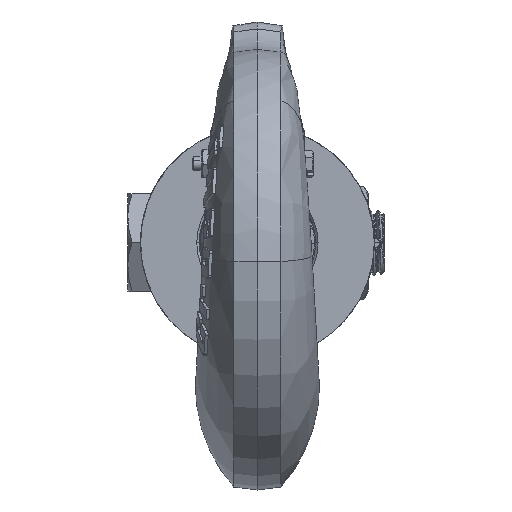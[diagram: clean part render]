
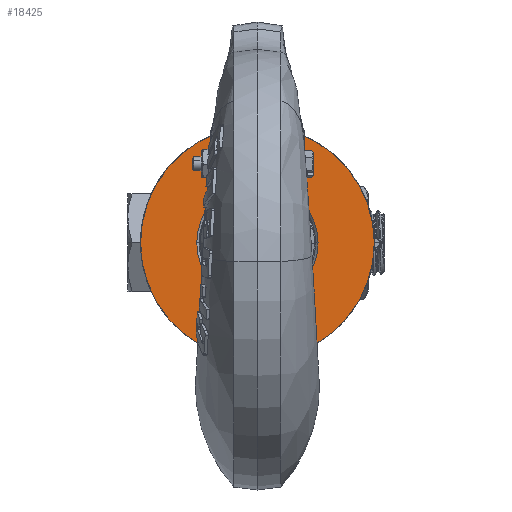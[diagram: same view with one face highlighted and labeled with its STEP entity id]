
A CAD part, front view. The second image highlights one B-rep face of the part: STEP entity #18425.
In plain terms, the highlighted planar face has unit normal (0, -1, 0).
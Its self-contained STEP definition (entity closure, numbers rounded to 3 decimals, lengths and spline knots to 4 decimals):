
#318=CARTESIAN_POINT('',(0.,-5.695,0.));
#319=DIRECTION('',(0.,1.,0.));
#320=DIRECTION('',(-1.,0.,0.));
#321=AXIS2_PLACEMENT_3D('',#318,#319,#320);
#336=CARTESIAN_POINT('',(0.,-5.695,0.));
#337=DIRECTION('',(0.,-1.,0.));
#338=DIRECTION('',(-1.,0.,0.));
#339=AXIS2_PLACEMENT_3D('',#336,#337,#338);
#349=CARTESIAN_POINT('',(0.,-5.695,0.));
#350=DIRECTION('',(0.,1.,0.));
#351=DIRECTION('',(-1.,0.,0.));
#352=AXIS2_PLACEMENT_3D('',#349,#350,#351);
#6081=CARTESIAN_POINT('',(0.,-5.695,0.));
#6082=DIRECTION('',(0.,1.,0.));
#6083=DIRECTION('',(1.,0.,0.));
#6084=AXIS2_PLACEMENT_3D('',#6081,#6082,#6083);
#16679=CARTESIAN_POINT('',(-1.565,-5.695,0.));
#16681=VERTEX_POINT('',#16679);
#16683=CARTESIAN_POINT('',(1.565,-5.695,0.));
#16685=VERTEX_POINT('',#16683);
#16866=CARTESIAN_POINT('',(0.8125,-5.695,0.));
#16867=CARTESIAN_POINT('',(-0.8125,-5.695,0.));
#16868=VERTEX_POINT('',#16866);
#16869=VERTEX_POINT('',#16867);
#18409=CARTESIAN_POINT('',(0.,-5.695,0.));
#18410=DIRECTION('',(0.,-1.,0.));
#18411=DIRECTION('',(1.,0.,0.));
#18412=AXIS2_PLACEMENT_3D('',#18409,#18410,#18411);
#18413=PLANE('',#18412);
#18415=ORIENTED_EDGE('',*,*,#18414,.F.);
#18417=ORIENTED_EDGE('',*,*,#18416,.T.);
#18418=EDGE_LOOP('',(#18415,#18417));
#18419=FACE_OUTER_BOUND('',#18418,.F.);
#18420=ORIENTED_EDGE('',*,*,#18399,.F.);
#18422=ORIENTED_EDGE('',*,*,#18421,.F.);
#18423=EDGE_LOOP('',(#18420,#18422));
#18424=FACE_BOUND('',#18423,.F.);
#18425=ADVANCED_FACE('',(#18419,#18424),#18413,.T.);
#322=CIRCLE('',#321,0.8125);
#340=CIRCLE('',#339,1.565);
#353=CIRCLE('',#352,1.565);
#6085=CIRCLE('',#6084,0.8125);
#18399=EDGE_CURVE('',#16869,#16868,#322,.T.);
#18414=EDGE_CURVE('',#16681,#16685,#340,.T.);
#18416=EDGE_CURVE('',#16681,#16685,#353,.T.);
#18421=EDGE_CURVE('',#16868,#16869,#6085,.T.);
